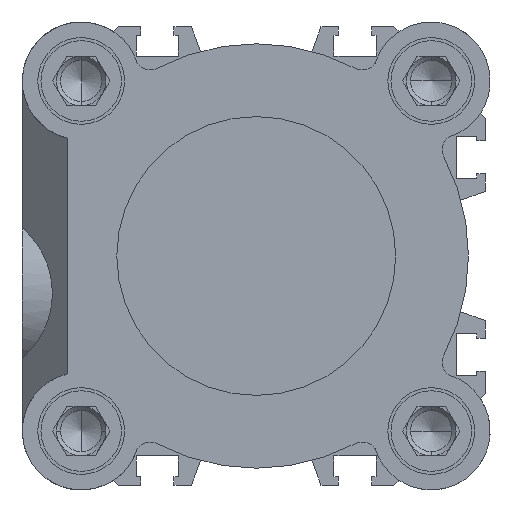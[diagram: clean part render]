
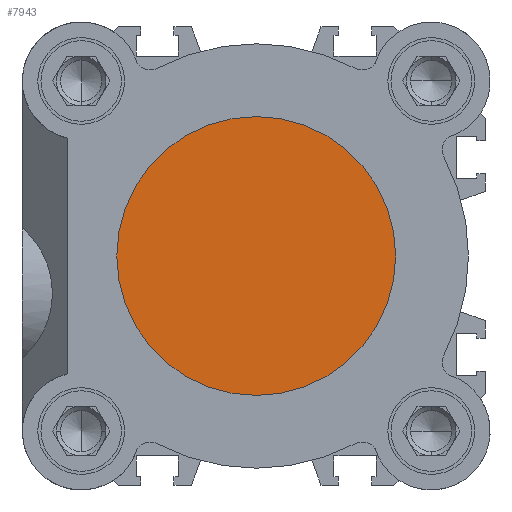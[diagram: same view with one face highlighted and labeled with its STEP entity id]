
A CAD part, left-side view. The second image highlights one B-rep face of the part: STEP entity #7943.
In plain terms, the highlighted face is planar.
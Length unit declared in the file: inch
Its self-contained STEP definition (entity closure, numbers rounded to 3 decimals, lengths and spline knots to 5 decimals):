
#91 = DIRECTION ( 'NONE',  ( 0., 0., 1. ) ) ;
#305 = DIRECTION ( 'NONE',  ( 0., 0., 1. ) ) ;
#946 = DIRECTION ( 'NONE',  ( 0., 0., 1. ) ) ;
#1660 = FACE_OUTER_BOUND ( 'NONE', #3364, .T. ) ;
#2866 = AXIS2_PLACEMENT_3D ( 'NONE', #12284, #6141, #91 ) ;
#3364 = EDGE_LOOP ( 'NONE', ( #10085, #7332 ) ) ;
#3732 = AXIS2_PLACEMENT_3D ( 'NONE', #13139, #7020, #946 ) ;
#4182 = VERTEX_POINT ( 'NONE', #5279 ) ;
#4261 = CIRCLE ( 'NONE', #2866, 0.88583 ) ;
#4288 = PLANE ( 'NONE',  #12114 ) ;
#5279 = CARTESIAN_POINT ( 'NONE',  ( 1.41732, 0., 0.88583 ) ) ;
#6141 = DIRECTION ( 'NONE',  ( -1., 0., 0. ) ) ;
#6182 = VERTEX_POINT ( 'NONE', #10498 ) ;
#6370 = DIRECTION ( 'NONE',  ( -1., 0., 0. ) ) ;
#7020 = DIRECTION ( 'NONE',  ( -1., 0., 0. ) ) ;
#7332 = ORIENTED_EDGE ( 'NONE', *, *, #11607, .F. ) ;
#7943 = ADVANCED_FACE ( 'NONE', ( #1660 ), #4288, .F. ) ;
#10085 = ORIENTED_EDGE ( 'NONE', *, *, #12113, .F. ) ;
#10498 = CARTESIAN_POINT ( 'NONE',  ( 1.41732, 0., -0.88583 ) ) ;
#11483 = CARTESIAN_POINT ( 'NONE',  ( 1.41732, 0.88583, 0. ) ) ;
#11607 = EDGE_CURVE ( 'NONE', #6182, #4182, #4261, .T. ) ;
#12109 = CIRCLE ( 'NONE', #3732, 0.88583 ) ;
#12113 = EDGE_CURVE ( 'NONE', #4182, #6182, #12109, .T. ) ;
#12114 = AXIS2_PLACEMENT_3D ( 'NONE', #11483, #6370, #305 ) ;
#12284 = CARTESIAN_POINT ( 'NONE',  ( 1.41732, 0., 0. ) ) ;
#13139 = CARTESIAN_POINT ( 'NONE',  ( 1.41732, 0., 0. ) ) ;
